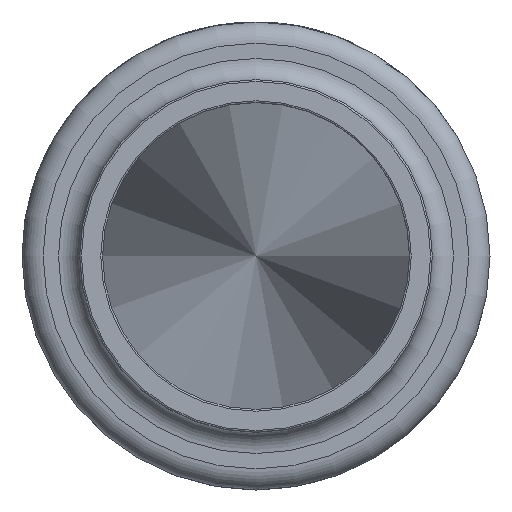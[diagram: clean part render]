
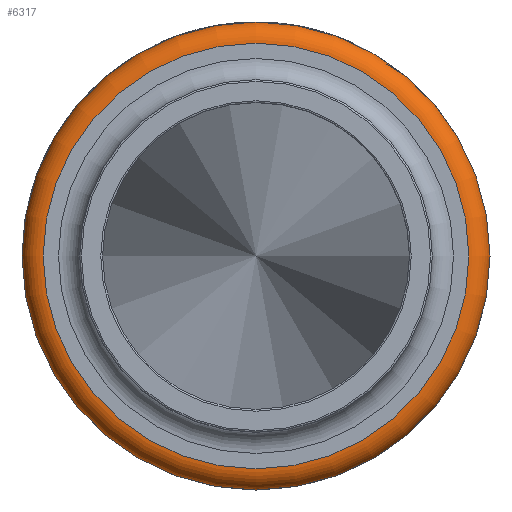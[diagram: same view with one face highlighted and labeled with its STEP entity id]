
A CAD part, left-side view. The second image highlights one B-rep face of the part: STEP entity #6317.
In plain terms, the highlighted toroidal (fillet/blend) face has major radius 15.328 mm and minor radius 1.524 mm.
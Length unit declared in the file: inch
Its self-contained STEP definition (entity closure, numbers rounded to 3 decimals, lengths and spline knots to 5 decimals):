
#16=TOROIDAL_SURFACE('',#6708,0.60345,0.06);
#557=CIRCLE('',#6669,0.66345);
#558=CIRCLE('',#6670,0.66345);
#559=CIRCLE('',#6671,0.66345);
#575=CIRCLE('',#6702,0.60345);
#576=CIRCLE('',#6703,0.60345);
#580=CIRCLE('',#6709,0.06);
#927=FACE_OUTER_BOUND('',#1306,.T.);
#1306=EDGE_LOOP('',(#5926,#5927,#5928,#5929,#5930,#5931,#5932));
#3094=VERTEX_POINT('',#23666);
#3095=VERTEX_POINT('',#23668);
#3096=VERTEX_POINT('',#23670);
#3110=VERTEX_POINT('',#23717);
#3111=VERTEX_POINT('',#23718);
#4034=EDGE_CURVE('',#3095,#3094,#557,.T.);
#4035=EDGE_CURVE('',#3096,#3095,#558,.T.);
#4036=EDGE_CURVE('',#3094,#3096,#559,.T.);
#4053=EDGE_CURVE('',#3110,#3111,#575,.T.);
#4054=EDGE_CURVE('',#3111,#3110,#576,.T.);
#4059=EDGE_CURVE('',#3096,#3111,#580,.T.);
#5926=ORIENTED_EDGE('',*,*,#4034,.T.);
#5927=ORIENTED_EDGE('',*,*,#4036,.T.);
#5928=ORIENTED_EDGE('',*,*,#4059,.T.);
#5929=ORIENTED_EDGE('',*,*,#4054,.T.);
#5930=ORIENTED_EDGE('',*,*,#4053,.T.);
#5931=ORIENTED_EDGE('',*,*,#4059,.F.);
#5932=ORIENTED_EDGE('',*,*,#4035,.T.);
#6317=ADVANCED_FACE('',(#927),#16,.T.);
#6669=AXIS2_PLACEMENT_3D('',#23669,#7786,#7787);
#6670=AXIS2_PLACEMENT_3D('',#23671,#7788,#7789);
#6671=AXIS2_PLACEMENT_3D('',#23672,#7790,#7791);
#6702=AXIS2_PLACEMENT_3D('',#23719,#7853,#7854);
#6703=AXIS2_PLACEMENT_3D('',#23720,#7855,#7856);
#6708=AXIS2_PLACEMENT_3D('',#23729,#7866,#7867);
#6709=AXIS2_PLACEMENT_3D('',#23730,#7868,#7869);
#7786=DIRECTION('center_axis',(-1.,0.,0.));
#7787=DIRECTION('ref_axis',(0.,-1.,0.));
#7788=DIRECTION('center_axis',(-1.,0.,0.));
#7789=DIRECTION('ref_axis',(0.,-1.,0.));
#7790=DIRECTION('center_axis',(-1.,0.,0.));
#7791=DIRECTION('ref_axis',(0.,-1.,0.));
#7853=DIRECTION('center_axis',(1.,0.,0.));
#7854=DIRECTION('ref_axis',(0.,-1.,0.));
#7855=DIRECTION('center_axis',(1.,0.,0.));
#7856=DIRECTION('ref_axis',(0.,-1.,0.));
#7866=DIRECTION('center_axis',(1.,0.,0.));
#7867=DIRECTION('ref_axis',(0.,0.,-1.));
#7868=DIRECTION('center_axis',(0.,-1.,0.));
#7869=DIRECTION('ref_axis',(0.,0.,1.));
#23666=CARTESIAN_POINT('',(0.31,-0.66345,0.));
#23668=CARTESIAN_POINT('',(0.31,0.66345,0.));
#23669=CARTESIAN_POINT('Origin',(0.31,0.,0.));
#23670=CARTESIAN_POINT('',(0.31,0.,0.66345));
#23671=CARTESIAN_POINT('Origin',(0.31,0.,0.));
#23672=CARTESIAN_POINT('Origin',(0.31,0.,0.));
#23717=CARTESIAN_POINT('',(0.25,0.60345,0.));
#23718=CARTESIAN_POINT('',(0.25,0.,0.60345));
#23719=CARTESIAN_POINT('Origin',(0.25,0.,0.));
#23720=CARTESIAN_POINT('Origin',(0.25,0.,0.));
#23729=CARTESIAN_POINT('Origin',(0.31,0.,0.));
#23730=CARTESIAN_POINT('Origin',(0.31,0.,0.60345));
